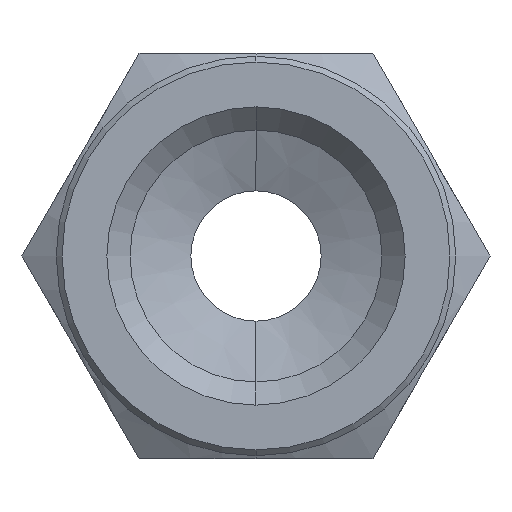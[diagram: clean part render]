
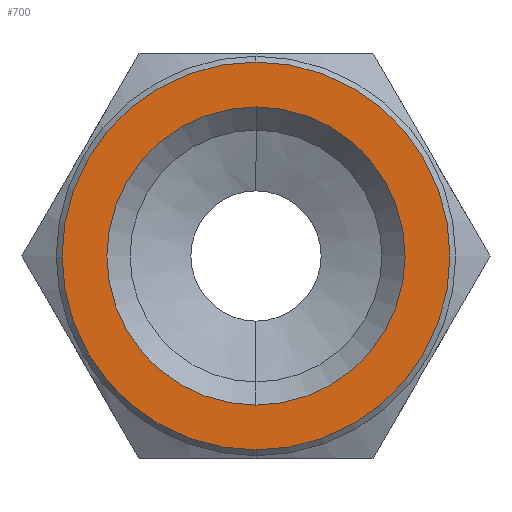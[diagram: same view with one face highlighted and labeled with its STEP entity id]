
A CAD part, front view. The second image highlights one B-rep face of the part: STEP entity #700.
In plain terms, the highlighted planar face has unit normal (0, -1, 0).
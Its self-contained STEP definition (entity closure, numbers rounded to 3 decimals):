
#124 = AXIS2_PLACEMENT_3D ( 'NONE', #1094, #1096, #906 ) ;
#125 = CIRCLE ( 'NONE', #124, 5.15 ) ;
#126 = AXIS2_PLACEMENT_3D ( 'NONE', #1125, #1118, #1098 ) ;
#127 = CIRCLE ( 'NONE', #126, 6.7 ) ;
#217 = CARTESIAN_POINT ( 'NONE',  ( 0., 0., -5.15 ) ) ;
#233 = CARTESIAN_POINT ( 'NONE',  ( 0., 0., 5.15 ) ) ;
#259 = AXIS2_PLACEMENT_3D ( 'NONE', #1351, #1350, #1349 ) ;
#296 = ORIENTED_EDGE ( 'NONE', *, *, #1689, .T. ) ;
#298 = ORIENTED_EDGE ( 'NONE', *, *, #1753, .F. ) ;
#300 = ORIENTED_EDGE ( 'NONE', *, *, #643, .F. ) ;
#301 = ORIENTED_EDGE ( 'NONE', *, *, #642, .T. ) ;
#388 = VERTEX_POINT ( 'NONE', #233 ) ;
#389 = VERTEX_POINT ( 'NONE', #217 ) ;
#408 = VERTEX_POINT ( 'NONE', #1057 ) ;
#466 = EDGE_LOOP ( 'NONE', ( #300, #298 ) ) ;
#467 = EDGE_LOOP ( 'NONE', ( #301, #296 ) ) ;
#510 = VERTEX_POINT ( 'NONE', #983 ) ;
#559 = CIRCLE ( 'NONE', #259, 6.7 ) ;
#584 = AXIS2_PLACEMENT_3D ( 'NONE', #1319, #1316, #1314 ) ;
#589 = AXIS2_PLACEMENT_3D ( 'NONE', #828, #827, #826 ) ;
#590 = CIRCLE ( 'NONE', #589, 5.15 ) ;
#642 = EDGE_CURVE ( 'NONE', #510, #408, #127, .T. ) ;
#643 = EDGE_CURVE ( 'NONE', #389, #388, #125, .T. ) ;
#700 = ADVANCED_FACE ( 'NONE', ( #1608, #1517 ), #1326, .T. ) ;
#826 = DIRECTION ( 'NONE',  ( 0., 0., -1. ) ) ;
#827 = DIRECTION ( 'NONE',  ( 0., -1., 0. ) ) ;
#828 = CARTESIAN_POINT ( 'NONE',  ( 0., 0., 0. ) ) ;
#906 = DIRECTION ( 'NONE',  ( 0., 0., -1. ) ) ;
#983 = CARTESIAN_POINT ( 'NONE',  ( 0., 0., 6.7 ) ) ;
#1057 = CARTESIAN_POINT ( 'NONE',  ( 0., 0., -6.7 ) ) ;
#1094 = CARTESIAN_POINT ( 'NONE',  ( 0., 0., 0. ) ) ;
#1096 = DIRECTION ( 'NONE',  ( 0., -1., 0. ) ) ;
#1098 = DIRECTION ( 'NONE',  ( 0., 0., -1. ) ) ;
#1118 = DIRECTION ( 'NONE',  ( 0., -1., 0. ) ) ;
#1125 = CARTESIAN_POINT ( 'NONE',  ( 0., 0., 0. ) ) ;
#1314 = DIRECTION ( 'NONE',  ( 0., 0., -1. ) ) ;
#1316 = DIRECTION ( 'NONE',  ( 0., -1., 0. ) ) ;
#1319 = CARTESIAN_POINT ( 'NONE',  ( 6.7, 0., 0. ) ) ;
#1326 = PLANE ( 'NONE',  #584 ) ;
#1349 = DIRECTION ( 'NONE',  ( 0., 0., -1. ) ) ;
#1350 = DIRECTION ( 'NONE',  ( 0., -1., 0. ) ) ;
#1351 = CARTESIAN_POINT ( 'NONE',  ( 0., 0., 0. ) ) ;
#1517 = FACE_OUTER_BOUND ( 'NONE', #467, .T. ) ;
#1608 = FACE_BOUND ( 'NONE', #466, .T. ) ;
#1689 = EDGE_CURVE ( 'NONE', #408, #510, #559, .T. ) ;
#1753 = EDGE_CURVE ( 'NONE', #388, #389, #590, .T. ) ;
